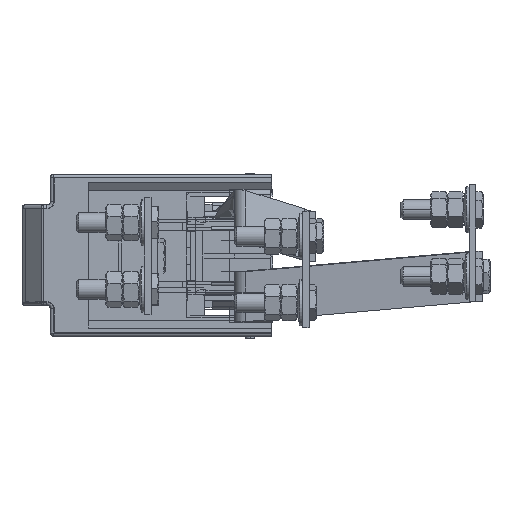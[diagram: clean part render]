
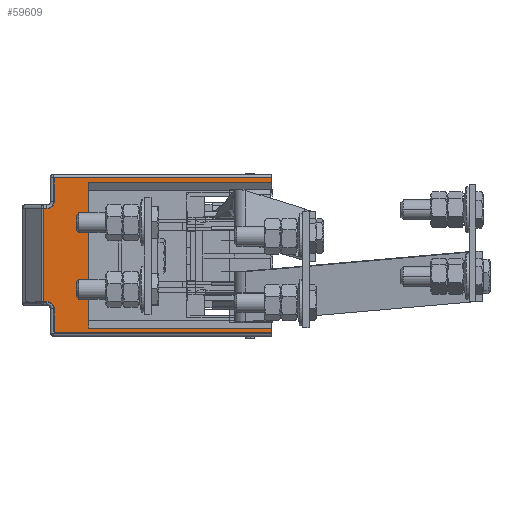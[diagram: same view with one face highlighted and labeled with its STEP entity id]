
A CAD part, left-side view. The second image highlights one B-rep face of the part: STEP entity #59609.
In plain terms, the highlighted planar face has unit normal (-1, 0, 0).
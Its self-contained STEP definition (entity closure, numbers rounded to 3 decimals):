
#42 = ORIENTED_EDGE ( 'NONE', *, *, #21495, .F. ) ;
#438 = VECTOR ( 'NONE', #51213, 1000. ) ;
#1072 = CARTESIAN_POINT ( 'NONE',  ( -63.348, 132.5, 12.25 ) ) ;
#1519 = DIRECTION ( 'NONE',  ( 0., 0., -1. ) ) ;
#2074 = LINE ( 'NONE', #1072, #44728 ) ;
#2196 = CARTESIAN_POINT ( 'NONE',  ( -63.348, 136.672, 68.75 ) ) ;
#3777 = LINE ( 'NONE', #62649, #48317 ) ;
#4036 = VECTOR ( 'NONE', #52338, 1000. ) ;
#5172 = EDGE_CURVE ( 'NONE', #6911, #31849, #18747, .T. ) ;
#5362 = CARTESIAN_POINT ( 'NONE',  ( -63.348, 109.5, -3.25 ) ) ;
#6387 = VECTOR ( 'NONE', #57907, 1000. ) ;
#6644 = ORIENTED_EDGE ( 'NONE', *, *, #48998, .F. ) ;
#6698 = AXIS2_PLACEMENT_3D ( 'NONE', #21114, #9670, #50289 ) ;
#6841 = DIRECTION ( 'NONE',  ( 0., -1., 0. ) ) ;
#6911 = VERTEX_POINT ( 'NONE', #52903 ) ;
#7182 = CARTESIAN_POINT ( 'NONE',  ( -63.348, 109.5, -3.25 ) ) ;
#7285 = LINE ( 'NONE', #36621, #70967 ) ;
#8200 = ORIENTED_EDGE ( 'NONE', *, *, #71659, .F. ) ;
#8702 = VERTEX_POINT ( 'NONE', #68964 ) ;
#9670 = DIRECTION ( 'NONE',  ( -1., 0., 0. ) ) ;
#10084 = DIRECTION ( 'NONE',  ( 0., -1., 0. ) ) ;
#12765 = ORIENTED_EDGE ( 'NONE', *, *, #45780, .F. ) ;
#13410 = CARTESIAN_POINT ( 'NONE',  ( -63.348, 134.5, 8.25 ) ) ;
#14364 = ORIENTED_EDGE ( 'NONE', *, *, #42332, .T. ) ;
#15419 = FACE_OUTER_BOUND ( 'NONE', #49006, .T. ) ;
#17369 = CARTESIAN_POINT ( 'NONE',  ( -63.348, 130.5, -8.25 ) ) ;
#18712 = VERTEX_POINT ( 'NONE', #38768 ) ;
#18747 = LINE ( 'NONE', #22958, #34170 ) ;
#19264 = DIRECTION ( 'NONE',  ( 0., 0., 1. ) ) ;
#19509 = LINE ( 'NONE', #27823, #438 ) ;
#19515 = LINE ( 'NONE', #28979, #4036 ) ;
#20855 = VECTOR ( 'NONE', #10084, 1000. ) ;
#21114 = CARTESIAN_POINT ( 'NONE',  ( -63.348, -0.5, 70.75 ) ) ;
#21300 = EDGE_CURVE ( 'NONE', #71051, #33109, #66404, .T. ) ;
#21446 = ORIENTED_EDGE ( 'NONE', *, *, #54629, .F. ) ;
#21495 = EDGE_CURVE ( 'NONE', #62456, #60837, #7285, .T. ) ;
#22339 = CARTESIAN_POINT ( 'NONE',  ( -63.348, 130.5, 8.25 ) ) ;
#22958 = CARTESIAN_POINT ( 'NONE',  ( -63.348, 130.5, 70.75 ) ) ;
#23605 = CARTESIAN_POINT ( 'NONE',  ( -63.348, 137.5, 68.75 ) ) ;
#24678 = VECTOR ( 'NONE', #47829, 1000. ) ;
#24791 = CARTESIAN_POINT ( 'NONE',  ( -63.348, -0.5, -6.25 ) ) ;
#25891 = CARTESIAN_POINT ( 'NONE',  ( -63.348, 130.5, 72.75 ) ) ;
#26260 = ORIENTED_EDGE ( 'NONE', *, *, #32027, .T. ) ;
#27823 = CARTESIAN_POINT ( 'NONE',  ( -63.348, -0.5, 89.25 ) ) ;
#28979 = CARTESIAN_POINT ( 'NONE',  ( -63.348, 136.672, 70.75 ) ) ;
#30227 = CARTESIAN_POINT ( 'NONE',  ( -63.348, 134.5, 72.75 ) ) ;
#31849 = VERTEX_POINT ( 'NONE', #25891 ) ;
#32027 = EDGE_CURVE ( 'NONE', #67547, #6911, #58482, .T. ) ;
#33109 = VERTEX_POINT ( 'NONE', #44457 ) ;
#33590 = AXIS2_PLACEMENT_3D ( 'NONE', #30227, #70907, #36073 ) ;
#33861 = CIRCLE ( 'NONE', #65119, 4. ) ;
#34170 = VECTOR ( 'NONE', #69505, 1000. ) ;
#34387 = CARTESIAN_POINT ( 'NONE',  ( -63.348, -0.5, 84.25 ) ) ;
#36073 = DIRECTION ( 'NONE',  ( 0., 0., 1. ) ) ;
#36268 = CARTESIAN_POINT ( 'NONE',  ( -63.348, -0.5, 89.25 ) ) ;
#36329 = EDGE_CURVE ( 'NONE', #67547, #63711, #19509, .T. ) ;
#36378 = DIRECTION ( 'NONE',  ( 0., -1., 0. ) ) ;
#36621 = CARTESIAN_POINT ( 'NONE',  ( -63.348, -0.5, -3.25 ) ) ;
#36870 = CIRCLE ( 'NONE', #33590, 4. ) ;
#37146 = LINE ( 'NONE', #36268, #68046 ) ;
#38768 = CARTESIAN_POINT ( 'NONE',  ( -63.348, 134.5, 68.75 ) ) ;
#40129 = VERTEX_POINT ( 'NONE', #24791 ) ;
#40166 = VERTEX_POINT ( 'NONE', #2196 ) ;
#42332 = EDGE_CURVE ( 'NONE', #33109, #40129, #69075, .T. ) ;
#42391 = CARTESIAN_POINT ( 'NONE',  ( -63.348, -0.5, 87.25 ) ) ;
#43076 = VECTOR ( 'NONE', #51238, 1000. ) ;
#43139 = ORIENTED_EDGE ( 'NONE', *, *, #5172, .T. ) ;
#44457 = CARTESIAN_POINT ( 'NONE',  ( -63.348, 130.5, -6.25 ) ) ;
#44728 = VECTOR ( 'NONE', #6841, 1000. ) ;
#44919 = ORIENTED_EDGE ( 'NONE', *, *, #69504, .F. ) ;
#45048 = EDGE_CURVE ( 'NONE', #40166, #68071, #19515, .T. ) ;
#45780 = EDGE_CURVE ( 'NONE', #60837, #40129, #37146, .T. ) ;
#47829 = DIRECTION ( 'NONE',  ( 0., 0., -1. ) ) ;
#48317 = VECTOR ( 'NONE', #68530, 1000. ) ;
#48998 = EDGE_CURVE ( 'NONE', #71051, #8702, #33861, .T. ) ;
#49006 = EDGE_LOOP ( 'NONE', ( #42, #21446, #8200, #57072, #26260, #43139, #44919, #57593, #58572, #68776, #6644, #68588, #14364, #12765 ) ) ;
#50289 = DIRECTION ( 'NONE',  ( 0., 0., 1. ) ) ;
#50688 = CARTESIAN_POINT ( 'NONE',  ( -63.348, -0.5, -6.25 ) ) ;
#51213 = DIRECTION ( 'NONE',  ( 0., 0., -1. ) ) ;
#51238 = DIRECTION ( 'NONE',  ( 0., 1., 0. ) ) ;
#52338 = DIRECTION ( 'NONE',  ( 0., 0., -1. ) ) ;
#52903 = CARTESIAN_POINT ( 'NONE',  ( -63.348, 130.5, 87.25 ) ) ;
#53734 = LINE ( 'NONE', #7182, #24678 ) ;
#53988 = DIRECTION ( 'NONE',  ( -1., 0., 0. ) ) ;
#54629 = EDGE_CURVE ( 'NONE', #74577, #62456, #53734, .T. ) ;
#57072 = ORIENTED_EDGE ( 'NONE', *, *, #36329, .F. ) ;
#57433 = CARTESIAN_POINT ( 'NONE',  ( -63.348, -0.5, -3.25 ) ) ;
#57593 = ORIENTED_EDGE ( 'NONE', *, *, #59855, .T. ) ;
#57907 = DIRECTION ( 'NONE',  ( 0., 0., -1. ) ) ;
#58482 = LINE ( 'NONE', #62678, #43076 ) ;
#58572 = ORIENTED_EDGE ( 'NONE', *, *, #45048, .T. ) ;
#58938 = VECTOR ( 'NONE', #70138, 1000. ) ;
#59609 = ADVANCED_FACE ( 'NONE', ( #15419 ), #73486, .T. ) ;
#59855 = EDGE_CURVE ( 'NONE', #18712, #40166, #74489, .T. ) ;
#60086 = CARTESIAN_POINT ( 'NONE',  ( -63.348, 109.5, 84.25 ) ) ;
#60808 = CARTESIAN_POINT ( 'NONE',  ( -63.348, 136.672, 12.25 ) ) ;
#60837 = VERTEX_POINT ( 'NONE', #57433 ) ;
#62456 = VERTEX_POINT ( 'NONE', #5362 ) ;
#62649 = CARTESIAN_POINT ( 'NONE',  ( -63.348, -0.5, 84.25 ) ) ;
#62678 = CARTESIAN_POINT ( 'NONE',  ( -63.348, 132.5, 87.25 ) ) ;
#63711 = VERTEX_POINT ( 'NONE', #34387 ) ;
#65119 = AXIS2_PLACEMENT_3D ( 'NONE', #13410, #53988, #19264 ) ;
#66404 = LINE ( 'NONE', #17369, #6387 ) ;
#67547 = VERTEX_POINT ( 'NONE', #42391 ) ;
#68046 = VECTOR ( 'NONE', #1519, 1000. ) ;
#68071 = VERTEX_POINT ( 'NONE', #60808 ) ;
#68530 = DIRECTION ( 'NONE',  ( 0., 1., 0. ) ) ;
#68588 = ORIENTED_EDGE ( 'NONE', *, *, #21300, .T. ) ;
#68776 = ORIENTED_EDGE ( 'NONE', *, *, #71303, .T. ) ;
#68964 = CARTESIAN_POINT ( 'NONE',  ( -63.348, 134.5, 12.25 ) ) ;
#69075 = LINE ( 'NONE', #50688, #20855 ) ;
#69504 = EDGE_CURVE ( 'NONE', #18712, #31849, #36870, .T. ) ;
#69505 = DIRECTION ( 'NONE',  ( 0., 0., -1. ) ) ;
#70138 = DIRECTION ( 'NONE',  ( 0., 1., 0. ) ) ;
#70907 = DIRECTION ( 'NONE',  ( -1., 0., 0. ) ) ;
#70967 = VECTOR ( 'NONE', #36378, 1000. ) ;
#71051 = VERTEX_POINT ( 'NONE', #22339 ) ;
#71303 = EDGE_CURVE ( 'NONE', #68071, #8702, #2074, .T. ) ;
#71659 = EDGE_CURVE ( 'NONE', #63711, #74577, #3777, .T. ) ;
#73486 = PLANE ( 'NONE',  #6698 ) ;
#74489 = LINE ( 'NONE', #23605, #58938 ) ;
#74577 = VERTEX_POINT ( 'NONE', #60086 ) ;
